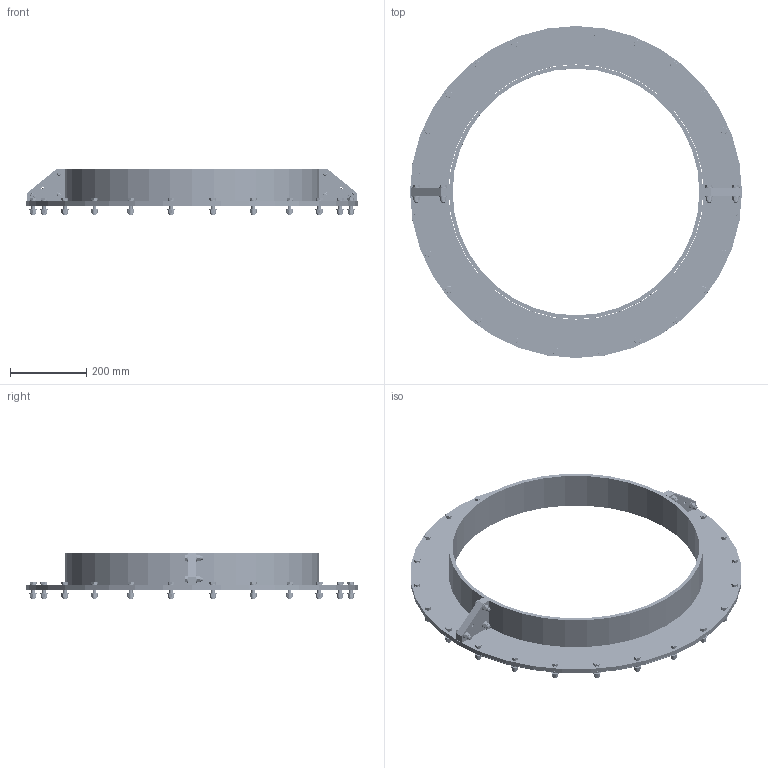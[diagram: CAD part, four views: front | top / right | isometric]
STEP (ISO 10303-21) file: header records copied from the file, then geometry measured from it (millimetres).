
FILE_DESCRIPTION((''),'2;1');
FILE_NAME('SLFORI644.stp','2018-02-02T10:33:15',(''),(''),'Autodesk Inventor 2013','Autodesk Inventor 2013','');
FILE_SCHEMA(('AUTOMOTIVE_DESIGN { 1 0 10303 214 1 1 1 1 }'));
Length unit declared in the file: millimetre
Products named in the file (14): SLFO RI; SLFO RI 644 HALF; SLEEVE-644; FLANGE-644; FRP_6x20; SLFO RI 100-644 EAR; Screw Kit M10X40 L20,4 mm; ISO 4017 M10 x 40; ISO 7089 10 - 140 HV; Locking nut M10; SLFO RI 225-644 GASKET SMALL; Mount KIT M10; TREDO M10; GASKET 644
Assembly tree (48 placements, depth 3):
  SLFO RI
    SLFO RI 644 HALF  x2
      SLEEVE-644
      FLANGE-644
      FRP_6x20
      SLFO RI 100-644 EAR
    Screw Kit M10X40 L20,4 mm  x6
      ISO 4017 M10 x 40
      ISO 7089 10 - 140 HV
      Locking nut M10
    SLFO RI 225-644 GASKET SMALL  x2
    Mount KIT M10  x24
      ISO 7089 10 - 140 HV
      TREDO M10
      ISO 4017 M10 x 40
      Locking nut M10
    GASKET 644
Bounding box: 869 x 869 x 123 mm (x, y, z)
Volume: 5014693.6 mm3; surface area: 1377911.6 mm2
Topology: 133 solids, 133 shells, 2856 faces, 6656 edges, 4264 vertices
Faces by surface type: cone 1072, plane 866, cylinder 734, torus 184
Full cylindrical faces by diameter (mm): 6.7 x4, 8.376 x180, 10 x56, 10.108 x30, 10.5 x36, 10.7 x48, 12 x30, 12.3 x12, 12.5 x24, 14.084 x30, 14.63 x30, 16 x24, 20 x36, 809 x1, 869 x1
Entity records: 5609 total; most frequent: DIRECTION 952, CARTESIAN_POINT 903, ORIENTED_EDGE 644, AXIS2_PLACEMENT_3D 431, EDGE_LOOP 370, EDGE_CURVE 322, VERTEX_POINT 262, FACE_BOUND 193
